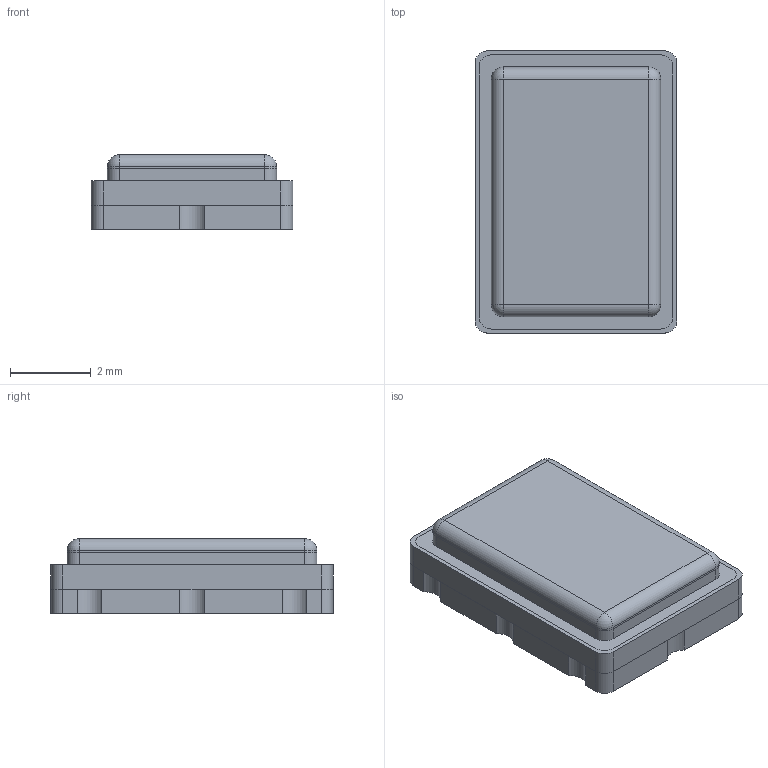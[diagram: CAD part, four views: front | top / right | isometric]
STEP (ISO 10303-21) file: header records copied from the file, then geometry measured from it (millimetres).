
FILE_DESCRIPTION((''),'2;1');
FILE_NAME('OSC_SILICON-LAB_SI571.stp','2014-07-07T09:34:20',(''),(''),'Mechanical Desktop 2011','Mechanical Desktop 2011',', , ');
FILE_SCHEMA(('AUTOMOTIVE_DESIGN { 1 2 10303 214 1 1 1 1 }'));
Length unit declared in the file: millimetre
Products named in the file (1): Product
Bounding box: 5 x 7 x 1.85 mm (x, y, z)
Volume: 58.1 mm3; surface area: 394.6 mm2
Topology: 13 solids, 13 shells, 211 faces, 544 edges, 356 vertices
Faces by surface type: plane 147, cylinder 36, bspline 24, sphere 4
Entity records: 6357 total; most frequent: CARTESIAN_POINT 1180, ORIENTED_EDGE 1080, DIRECTION 988, EDGE_CURVE 540, VECTOR 468, LINE 468, VERTEX_POINT 356, AXIS2_PLACEMENT_3D 260
